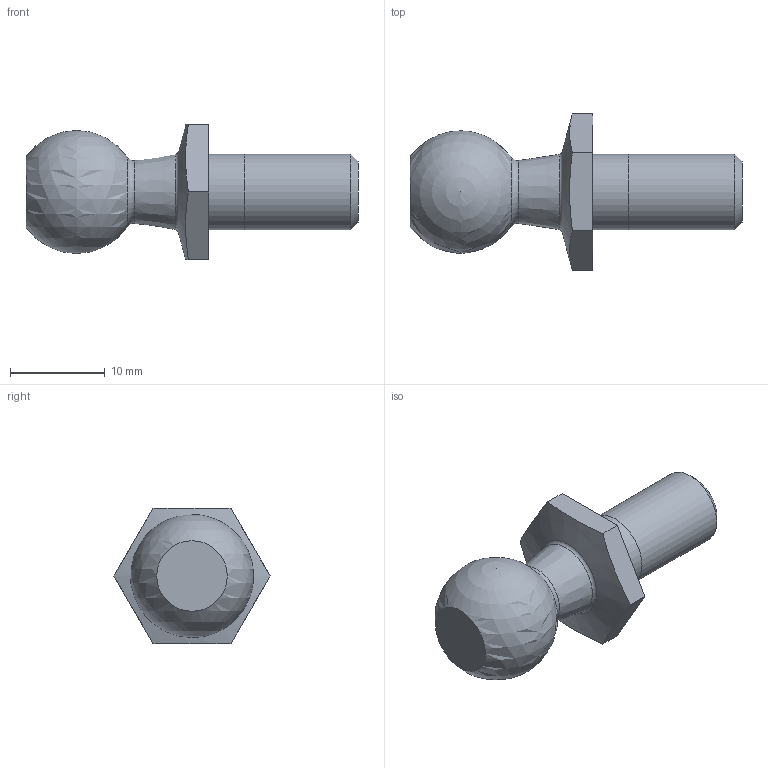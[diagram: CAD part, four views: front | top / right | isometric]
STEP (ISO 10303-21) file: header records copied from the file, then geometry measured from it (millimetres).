
FILE_DESCRIPTION((''),'2;1');
FILE_NAME('16301.stp','2012-11-16T11:20:39',('fredp'),(''),'Autodesk Inventor 2013','Autodesk Inventor 2013','');
FILE_SCHEMA(('AUTOMOTIVE_DESIGN { 1 0 10303 214 1 1 1 1 }'));
Length unit declared in the file: inch
Products named in the file (1): 16301
Bounding box: 35.05 x 16.48 x 14.28 mm (x, y, z)
Volume: 2622.2 mm3; surface area: 1512.1 mm2
Topology: 2 solids, 2 shells, 19 faces, 40 edges, 26 vertices
Faces by surface type: plane 11, cone 3, cylinder 2, torus 2, sphere 1
Full cylindrical faces by diameter (mm): 8.001 x2
Entity records: 456 total; most frequent: CARTESIAN_POINT 82, DIRECTION 72, ORIENTED_EDGE 56, AXIS2_PLACEMENT_3D 30, EDGE_CURVE 28, EDGE_LOOP 28, VERTEX_POINT 22, FACE_OUTER_BOUND 19
